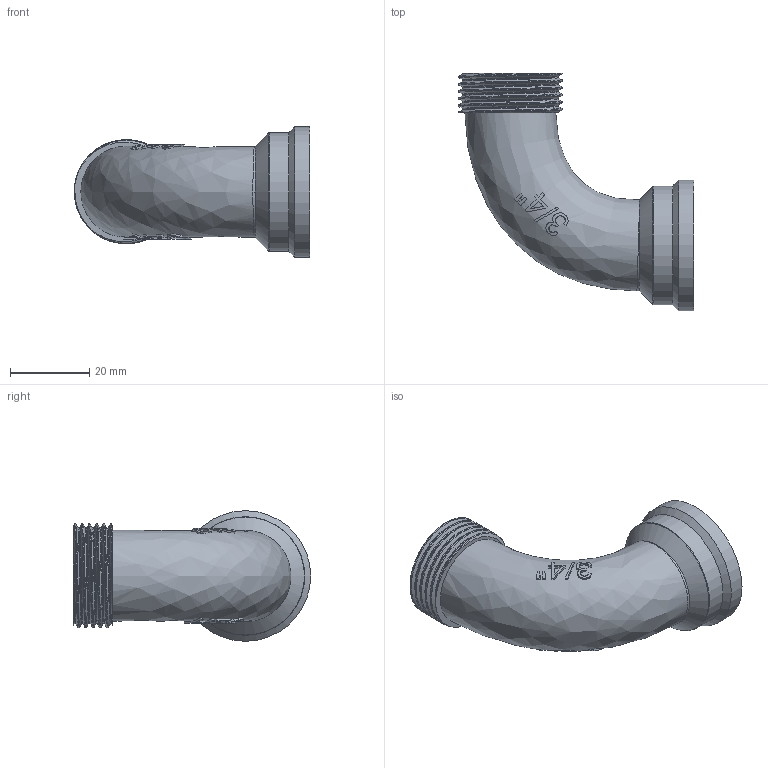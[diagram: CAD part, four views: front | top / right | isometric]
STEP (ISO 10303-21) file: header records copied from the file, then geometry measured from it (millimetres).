
FILE_DESCRIPTION(/* description */ (''),/* implementation_level */ '2;1');
FILE_NAME(/* name */ 'MF0402.025.025.step',/* time_stamp */ '2026-01-21T12:01:00+01:00',/* author */ (''),/* organization */ (''),/* preprocessor_version */ 'ST-DEVELOPER v20.1',/* originating_system */ 'Autodesk Translation Framework v14.21.0.0',/* authorisation */ '');
FILE_SCHEMA (('AUTOMOTIVE_DESIGN { 1 0 10303 214 3 1 1 }'));
Length unit declared in the file: millimetre
Products named in the file (1): 2026-01-20-16-17-40-034
Bounding box: 59.48 x 59.98 x 33 mm (x, y, z)
Volume: 14349.5 mm3; surface area: 12492.4 mm2
Topology: 1 solids, 1 shells, 115 faces, 295 edges, 193 vertices
Faces by surface type: bspline 86, cylinder 17, cone 5, plane 5, torus 2
Full cylindrical faces by diameter (mm): 20 x1, 24.117 x5, 24.387 x1, 26.441 x4, 30 x1, 33 x1
Entity records: 12282 total; most frequent: CARTESIAN_POINT 10069, ORIENTED_EDGE 590, EDGE_CURVE 295, B_SPLINE_CURVE_WITH_KNOTS 196, VERTEX_POINT 193, DIRECTION 181, EDGE_LOOP 128, FACE_OUTER_BOUND 115
